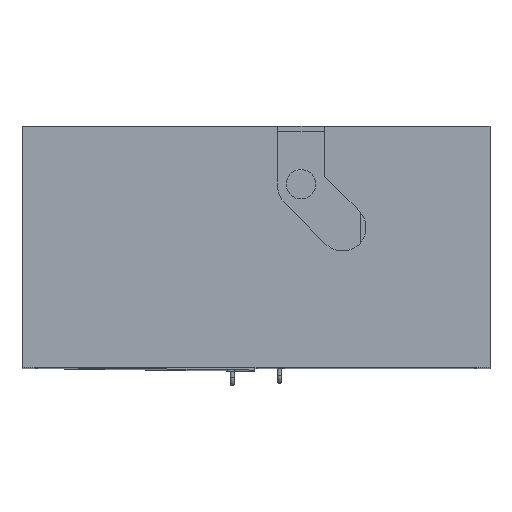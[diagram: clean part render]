
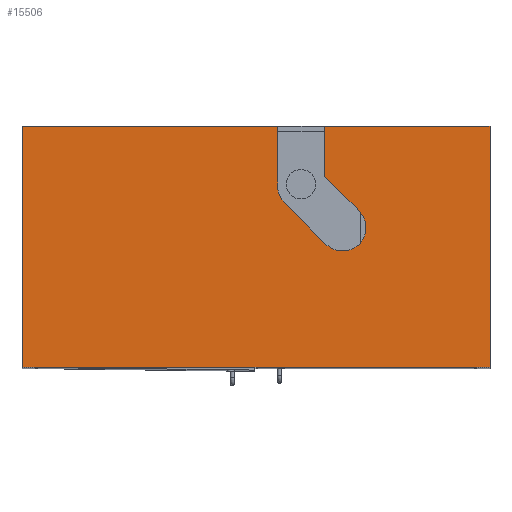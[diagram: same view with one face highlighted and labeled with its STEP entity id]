
A CAD part, top view. The second image highlights one B-rep face of the part: STEP entity #15506.
In plain terms, the highlighted planar face has unit normal (0, 0, 1).
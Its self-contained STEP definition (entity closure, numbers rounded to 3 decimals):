
#689=CIRCLE('',#16491,10.);
#690=CIRCLE('',#16492,60.);
#691=CIRCLE('',#16493,60.);
#1058=FACE_OUTER_BOUND('',#1924,.T.);
#1924=EDGE_LOOP('',(#9957,#9958,#9959,#9960,#9961,#9962,#9963,#9964,#9965,
#9966,#9967,#9968));
#3087=LINE('',#21143,#4712);
#3088=LINE('',#21147,#4713);
#3089=LINE('',#21151,#4714);
#3090=LINE('',#21155,#4715);
#3091=LINE('',#21157,#4716);
#3092=LINE('',#21159,#4717);
#3093=LINE('',#21161,#4718);
#3094=LINE('',#21163,#4719);
#3095=LINE('',#21164,#4720);
#4712=VECTOR('',#17578,10.);
#4713=VECTOR('',#17581,10.);
#4714=VECTOR('',#17584,10.);
#4715=VECTOR('',#17587,10.);
#4716=VECTOR('',#17588,10.);
#4717=VECTOR('',#17589,10.);
#4718=VECTOR('',#17590,10.);
#4719=VECTOR('',#17591,10.);
#4720=VECTOR('',#17592,10.);
#6311=VERTEX_POINT('',#21141);
#6312=VERTEX_POINT('',#21142);
#6313=VERTEX_POINT('',#21144);
#6314=VERTEX_POINT('',#21146);
#6315=VERTEX_POINT('',#21148);
#6316=VERTEX_POINT('',#21150);
#6317=VERTEX_POINT('',#21152);
#6318=VERTEX_POINT('',#21154);
#6319=VERTEX_POINT('',#21156);
#6320=VERTEX_POINT('',#21158);
#6321=VERTEX_POINT('',#21160);
#6322=VERTEX_POINT('',#21162);
#7779=EDGE_CURVE('',#6311,#6312,#3087,.T.);
#7780=EDGE_CURVE('',#6312,#6313,#689,.T.);
#7781=EDGE_CURVE('',#6313,#6314,#3088,.T.);
#7782=EDGE_CURVE('',#6314,#6315,#690,.T.);
#7783=EDGE_CURVE('',#6315,#6316,#3089,.T.);
#7784=EDGE_CURVE('',#6316,#6317,#691,.T.);
#7785=EDGE_CURVE('',#6317,#6318,#3090,.T.);
#7786=EDGE_CURVE('',#6318,#6319,#3091,.T.);
#7787=EDGE_CURVE('',#6319,#6320,#3092,.T.);
#7788=EDGE_CURVE('',#6320,#6321,#3093,.T.);
#7789=EDGE_CURVE('',#6321,#6322,#3094,.T.);
#7790=EDGE_CURVE('',#6322,#6311,#3095,.T.);
#9957=ORIENTED_EDGE('',*,*,#7779,.T.);
#9958=ORIENTED_EDGE('',*,*,#7780,.T.);
#9959=ORIENTED_EDGE('',*,*,#7781,.T.);
#9960=ORIENTED_EDGE('',*,*,#7782,.T.);
#9961=ORIENTED_EDGE('',*,*,#7783,.T.);
#9962=ORIENTED_EDGE('',*,*,#7784,.T.);
#9963=ORIENTED_EDGE('',*,*,#7785,.T.);
#9964=ORIENTED_EDGE('',*,*,#7786,.T.);
#9965=ORIENTED_EDGE('',*,*,#7787,.T.);
#9966=ORIENTED_EDGE('',*,*,#7788,.T.);
#9967=ORIENTED_EDGE('',*,*,#7789,.T.);
#9968=ORIENTED_EDGE('',*,*,#7790,.T.);
#14078=PLANE('',#16490);
#15506=ADVANCED_FACE('',(#1058),#14078,.T.);
#16490=AXIS2_PLACEMENT_3D('',#21140,#17576,#17577);
#16491=AXIS2_PLACEMENT_3D('',#21145,#17579,#17580);
#16492=AXIS2_PLACEMENT_3D('',#21149,#17582,#17583);
#16493=AXIS2_PLACEMENT_3D('',#21153,#17585,#17586);
#17576=DIRECTION('center_axis',(0.,0.,1.));
#17577=DIRECTION('ref_axis',(1.,0.,0.));
#17578=DIRECTION('',(0.,-1.,0.));
#17579=DIRECTION('center_axis',(0.,0.,1.));
#17580=DIRECTION('ref_axis',(1.,0.,0.));
#17581=DIRECTION('',(0.707,-0.707,0.));
#17582=DIRECTION('center_axis',(0.,0.,-1.));
#17583=DIRECTION('ref_axis',(-0.707,-0.707,0.));
#17584=DIRECTION('',(-0.707,0.707,0.));
#17585=DIRECTION('center_axis',(0.,0.,-1.));
#17586=DIRECTION('ref_axis',(-1.,0.,0.));
#17587=DIRECTION('',(0.,1.,0.));
#17588=DIRECTION('',(-1.,0.,0.));
#17589=DIRECTION('',(0.,-1.,0.));
#17590=DIRECTION('',(1.,0.,0.));
#17591=DIRECTION('',(0.,1.,0.));
#17592=DIRECTION('',(-1.,0.,0.));
#21140=CARTESIAN_POINT('Origin',(0.,0.,
984.));
#21141=CARTESIAN_POINT('',(175.,308.25,984.));
#21142=CARTESIAN_POINT('',(175.,184.245,984.));
#21143=CARTESIAN_POINT('',(175.,147.25,984.));
#21144=CARTESIAN_POINT('',(177.929,177.174,984.));
#21145=CARTESIAN_POINT('Origin',(185.,184.245,984.));
#21146=CARTESIAN_POINT('',(263.676,91.426,984.));
#21147=CARTESIAN_POINT('',(177.74,177.363,984.));
#21148=CARTESIAN_POINT('',(178.824,6.574,984.));
#21149=CARTESIAN_POINT('Origin',(221.25,49.,984.));
#21150=CARTESIAN_POINT('',(72.574,112.824,984.));
#21151=CARTESIAN_POINT('',(135.761,49.636,984.));
#21152=CARTESIAN_POINT('',(55.,155.25,984.));
#21153=CARTESIAN_POINT('Origin',(115.,155.25,984.));
#21154=CARTESIAN_POINT('',(55.,308.25,984.));
#21155=CARTESIAN_POINT('',(55.,147.25,984.));
#21156=CARTESIAN_POINT('',(-598.25,308.25,984.));
#21157=CARTESIAN_POINT('',(598.25,308.25,984.));
#21158=CARTESIAN_POINT('',(-598.25,-308.25,984.));
#21159=CARTESIAN_POINT('',(-598.25,308.25,984.));
#21160=CARTESIAN_POINT('',(598.25,-308.25,984.));
#21161=CARTESIAN_POINT('',(-598.25,-308.25,984.));
#21162=CARTESIAN_POINT('',(598.25,308.25,984.));
#21163=CARTESIAN_POINT('',(598.25,-308.25,984.));
#21164=CARTESIAN_POINT('',(598.25,308.25,984.));
